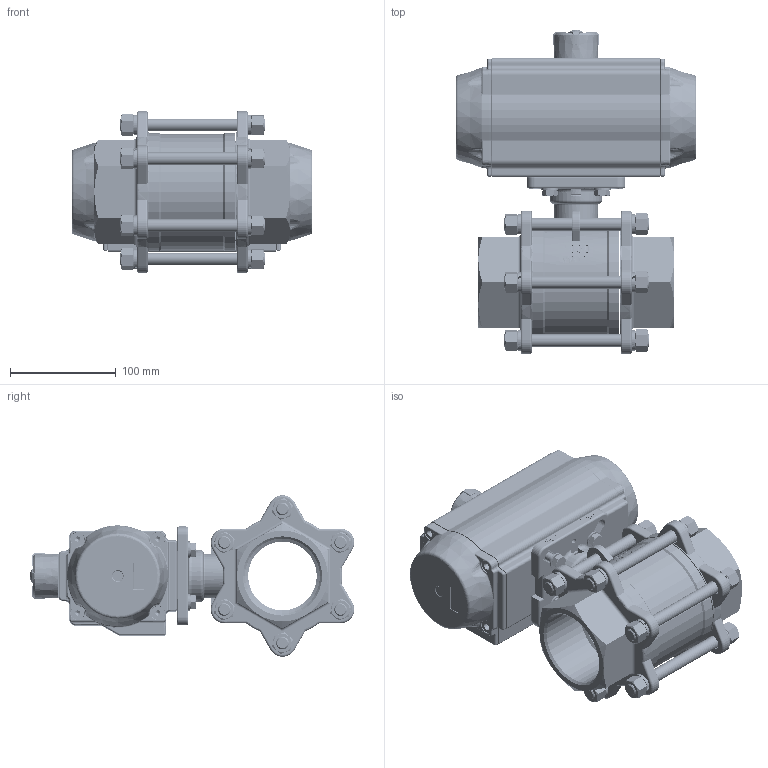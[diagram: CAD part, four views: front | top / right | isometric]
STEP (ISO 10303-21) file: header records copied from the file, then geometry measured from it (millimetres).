
FILE_DESCRIPTION(/* description */ ('Unknown'),/* implementation_level */ '2;1');
FILE_NAME(/* name */ 'PD05 9336-10',/* time_stamp */ '2025-01-17T10:01:19+01:00',/* author */ ('Unknown'),/* organization */ ('Unknown'),/* preprocessor_version */ 'ST-DEVELOPER v19.4',/* originating_system */ 'Solid Edge',/* authorisation */ 'Unknown');
FILE_SCHEMA (('AUTOMOTIVE_DESIGN {1 0 10303 214 3 1 1}'));
Length unit declared in the file: millimetre
Products named in the file (24): PD059336-10; 9336-10_oa_0; 概极; 概裝; 揤杶; 碟型垫圈; 概裝蹟譫; 滅侂え; spring lock washers--normal type gb_GB_FASTENER_WASHER_SW 12; hexagon nuts grade c gb_GB_FASTENER_NUT_SNC1 M12-N; 邧芛蹟翐; MV-33-G-DN65; PD05_PE04; VTE85____; Optische Anzeige; ______; ________(___________; cup head nib bolts with large head gb_GB_FASTENER_BOLT_CHNBW M6X25-N; huosai85; zhou85; vt85-2016-06-25  _______MIR; vt85-2016-06-25; DIN126-M8; DIN 933 M8x22 A2-70 BLK_EDST
Assembly tree (62 placements, depth 4):
  PD059336-10
    9336-10_oa_0
      概极
      概裝
      揤杶
      碟型垫圈  x2
      概裝蹟譫
      滅侂え
      spring lock washers--normal type gb_GB_FASTENER_WASHER_SW 12  x12
      hexagon nuts grade c gb_GB_FASTENER_NUT_SNC1 M12-N  x12
      邧芛蹟翐  x6
      MV-33-G-DN65  x2
    PD05_PE04
      VTE85____
      Optische Anzeige
        ______
        ________(___________  x4
        cup head nib bolts with large head gb_GB_FASTENER_BOLT_CHNBW M6X25-N
      huosai85  x2
      zhou85
      vt85-2016-06-25  _______MIR
      vt85-2016-06-25
    DIN126-M8  x4
    DIN 933 M8x22 A2-70 BLK_EDST  x4
Bounding box: 228 x 307.3 x 153 mm (x, y, z)
Volume: 1934723.2 mm3; surface area: 573274.7 mm2
Topology: 59 solids, 59 shells, 3975 faces, 9805 edges, 6053 vertices
Faces by surface type: plane 1179, cylinder 1113, bspline 724, torus 587, cone 359, sphere 13
Full cylindrical faces by diameter (mm): 3 x16, 3.3 x8, 4 x2, 4.134 x8, 4.66 x1, 4.917 x13, 5 x1, 6 x1, 6.2 x1, 6.647 x6, 8 x4, 9 x4, 11.445 x2, 12 x2, 13 x14, 16 x4, 16.2 x1, 16.5 x1, 18.7 x1, 20 x7, 23 x12, 26 x1, 27 x1, 31.5 x1, 32.2 x1, 32.4 x1, 36 x4, 38.5 x1, 73 x2, 79.2 x2
Entity records: 125362 total; most frequent: CARTESIAN_POINT 63711, ORIENTED_EDGE 13454, DIRECTION 11298, EDGE_CURVE 6727, AXIS2_PLACEMENT_3D 4554, VERTEX_POINT 4313, FACE_BOUND 3276, EDGE_LOOP 3264
